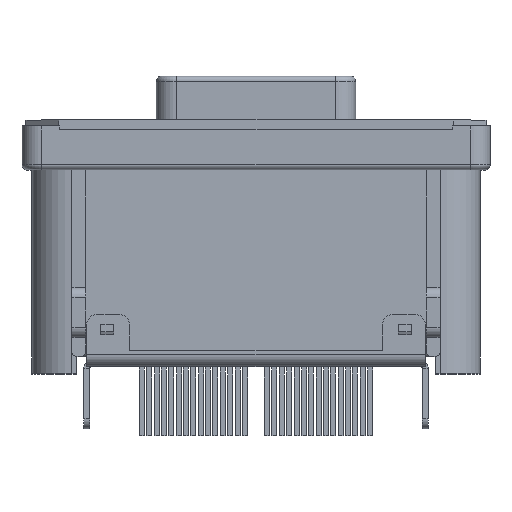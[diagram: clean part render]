
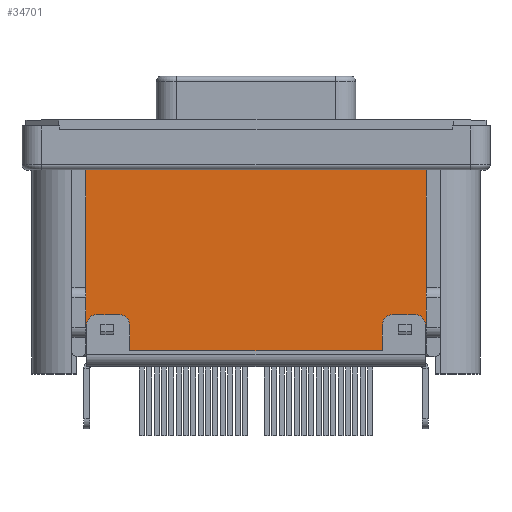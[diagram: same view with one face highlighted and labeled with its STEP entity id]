
A CAD part, top view. The second image highlights one B-rep face of the part: STEP entity #34701.
In plain terms, the highlighted planar face has unit normal (0, 0, 1).
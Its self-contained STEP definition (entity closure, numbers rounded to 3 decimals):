
#205 = DIRECTION ( 'NONE',  ( 0., 1., 0. ) ) ;
#874 = ORIENTED_EDGE ( 'NONE', *, *, #5278, .F. ) ;
#1234 = LINE ( 'NONE', #8316, #16434 ) ;
#2109 = VERTEX_POINT ( 'NONE', #15393 ) ;
#3000 = FACE_OUTER_BOUND ( 'NONE', #3800, .T. ) ;
#3061 = DIRECTION ( 'NONE',  ( 0., -1., 0. ) ) ;
#3800 = EDGE_LOOP ( 'NONE', ( #874, #4121, #9771, #6107 ) ) ;
#4121 = ORIENTED_EDGE ( 'NONE', *, *, #25124, .T. ) ;
#5278 = EDGE_CURVE ( 'NONE', #19152, #33908, #1234, .T. ) ;
#6016 = CARTESIAN_POINT ( 'NONE',  ( 8.55, -19.217, 2.6 ) ) ;
#6107 = ORIENTED_EDGE ( 'NONE', *, *, #10622, .F. ) ;
#6284 = CARTESIAN_POINT ( 'NONE',  ( -8.55, 10.25, 2.6 ) ) ;
#7245 = CARTESIAN_POINT ( 'NONE',  ( -9.25, 10.25, 2.6 ) ) ;
#8003 = DIRECTION ( 'NONE',  ( 1., 0., 0. ) ) ;
#8316 = CARTESIAN_POINT ( 'NONE',  ( -8.55, -19.217, 2.6 ) ) ;
#9771 = ORIENTED_EDGE ( 'NONE', *, *, #17493, .F. ) ;
#10622 = EDGE_CURVE ( 'NONE', #33908, #34999, #11914, .T. ) ;
#11914 = LINE ( 'NONE', #7245, #25412 ) ;
#11991 = VECTOR ( 'NONE', #3061, 1000. ) ;
#13930 = AXIS2_PLACEMENT_3D ( 'NONE', #15787, #15898, #8003 ) ;
#15393 = CARTESIAN_POINT ( 'NONE',  ( 8.55, 1.125, 2.6 ) ) ;
#15787 = CARTESIAN_POINT ( 'NONE',  ( -9.25, -19.217, 2.6 ) ) ;
#15898 = DIRECTION ( 'NONE',  ( 0., 0., 1. ) ) ;
#16227 = LINE ( 'NONE', #6016, #11991 ) ;
#16434 = VECTOR ( 'NONE', #205, 1000. ) ;
#17432 = CARTESIAN_POINT ( 'NONE',  ( 8.55, 10.25, 2.6 ) ) ;
#17493 = EDGE_CURVE ( 'NONE', #34999, #2109, #16227, .T. ) ;
#18227 = VECTOR ( 'NONE', #27378, 1000. ) ;
#19152 = VERTEX_POINT ( 'NONE', #23148 ) ;
#22865 = LINE ( 'NONE', #32325, #18227 ) ;
#23148 = CARTESIAN_POINT ( 'NONE',  ( -8.55, 1.125, 2.6 ) ) ;
#25124 = EDGE_CURVE ( 'NONE', #19152, #2109, #22865, .T. ) ;
#25412 = VECTOR ( 'NONE', #33916, 1000. ) ;
#27378 = DIRECTION ( 'NONE',  ( 1., 0., 0. ) ) ;
#29247 = PLANE ( 'NONE',  #13930 ) ;
#32325 = CARTESIAN_POINT ( 'NONE',  ( 8.55, 1.125, 2.6 ) ) ;
#33908 = VERTEX_POINT ( 'NONE', #6284 ) ;
#33916 = DIRECTION ( 'NONE',  ( 1., 0., 0. ) ) ;
#34701 = ADVANCED_FACE ( 'NONE', ( #3000 ), #29247, .T. ) ;
#34999 = VERTEX_POINT ( 'NONE', #17432 ) ;
